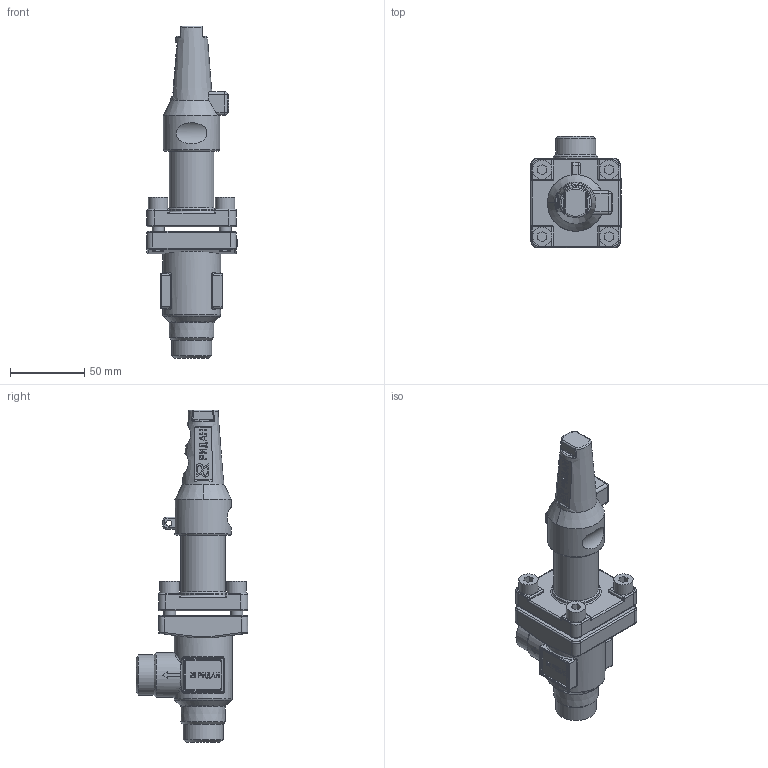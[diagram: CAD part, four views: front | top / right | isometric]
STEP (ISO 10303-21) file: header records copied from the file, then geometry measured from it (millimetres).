
FILE_DESCRIPTION(('TFLEX Exchange Step'),'2;1');
FILE_NAME('148B8020R.stp', '2024-05-02T16:58:52+03:00',('RUCO3378'),('Unknown organisation'),'TFLEX Exchange 2024.2','T-FLEX CAD','Unknown authorisation');
FILE_SCHEMA( ('AP203_CONFIGURATION_CONTROLLED_3D_DESIGN_OF_MECHANICAL_PARTS_AND_ASSEMBLIES_MIM_LF') );
Length unit declared in the file: millimetre
Products named in the file (1): Assembly
Bounding box: 60.5 x 75 x 223 mm (x, y, z)
Volume: 208901.5 mm3; surface area: 63639.3 mm2
Topology: 16 solids, 19 shells, 1090 faces, 2820 edges, 1795 vertices
Faces by surface type: plane 471, bspline 366, cylinder 161, torus 50, sphere 28, cone 14
Full cylindrical faces by diameter (mm): 4 x1, 8 x12, 12 x1, 13 x4, 19 x2, 27 x2, 28 x1, 30 x2, 32 x1, 38 x1, 38.96 x1
Entity records: 41108 total; most frequent: CARTESIAN_POINT 17004, ORIENTED_EDGE 5581, DIRECTION 3821, EDGE_CURVE 2792, VERTEX_POINT 1795, VECTOR 1587, LINE 1587, EDGE_LOOP 1188
